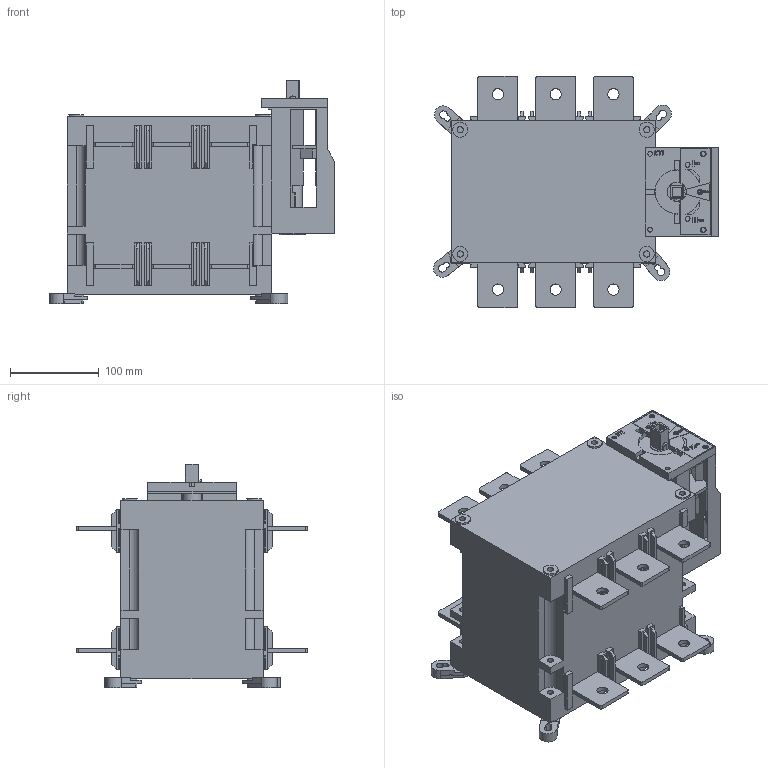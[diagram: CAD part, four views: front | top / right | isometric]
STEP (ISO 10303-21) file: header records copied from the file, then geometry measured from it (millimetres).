
FILE_DESCRIPTION((''),'2;1');
FILE_NAME('LBS-630-3P_ASM_1_1_ASM','2021-12-03T',('marketing.praksa'),('Audax d.o.o.'),'CREO PARAMETRIC BY PTC INC, 2017480','CREO PARAMETRIC BY PTC INC, 2017480','');
FILE_SCHEMA(('AUTOMOTIVE_DESIGN { 1 0 10303 214 1 1 1 1 }'));
Length unit declared in the file: millimetre
Products named in the file (26): LBS_630_3P_CO_2_8_1_1; Q1_1; Q-BLAC_1_1; PRT9563_1_1_2_1; PRT9563_1_1_2_2; PRT9563_1_1_2_3; PRT9563_1_1_2_ASM; PRT9563_1_1_1_1_1_2_1_1; PRT9563_1_2_1_1_1_2_1_1; PRT9563_1_3_1_1_1_2_1_1; PRT9563_1_4_1_1_1_2_1_1; ASM3952_ASM_1_1_ASM; X-COPP_1_2; X-COPP_1_3; X-COPP_1_4; X-COPP_1_6; X-COPP_1_7; X-COPP_1_8; X-COPP_1_10; X-COPP_1_11; X-COPP_1_12; X-COPP_1_13; X-COPP_1_14; X-COPP_1_15; X-COPP_1_ASM; LBS-630-3P_ASM_1_1_ASM
Assembly tree (25 placements, depth 3):
  LBS-630-3P_ASM_1_1_ASM
    LBS_630_3P_CO_2_8_1_1
    Q1_1
    Q-BLAC_1_1
    PRT9563_1_1_2_ASM
      PRT9563_1_1_2_1
      PRT9563_1_1_2_2
      PRT9563_1_1_2_3
    ASM3952_ASM_1_1_ASM
      PRT9563_1_1_1_1_1_2_1_1
      PRT9563_1_2_1_1_1_2_1_1
      PRT9563_1_3_1_1_1_2_1_1
      PRT9563_1_4_1_1_1_2_1_1
    X-COPP_1_ASM
      X-COPP_1_2
      X-COPP_1_3
      X-COPP_1_4
      X-COPP_1_6
      X-COPP_1_7
      X-COPP_1_8
      X-COPP_1_10
      X-COPP_1_11
      X-COPP_1_12
      X-COPP_1_13
      X-COPP_1_14
      X-COPP_1_15
Bounding box: 320.79 x 260 x 252 mm (x, y, z)
Volume: 7764751.4 mm3; surface area: 482480 mm2
Topology: 22 solids, 22 shells, 1289 faces, 3490 edges, 2332 vertices
Faces by surface type: plane 1015, cylinder 264, torus 4, bspline 2, cone 2, extrusion 2
Entity records: 54201 total; most frequent: CARTESIAN_POINT 7514, ORIENTED_EDGE 6980, DIRECTION 6756, PRESENTATION_STYLE_ASSIGNMENT 3676, STYLED_ITEM 3676, CURVE_STYLE 3490, EDGE_CURVE 3490, VECTOR 2840
